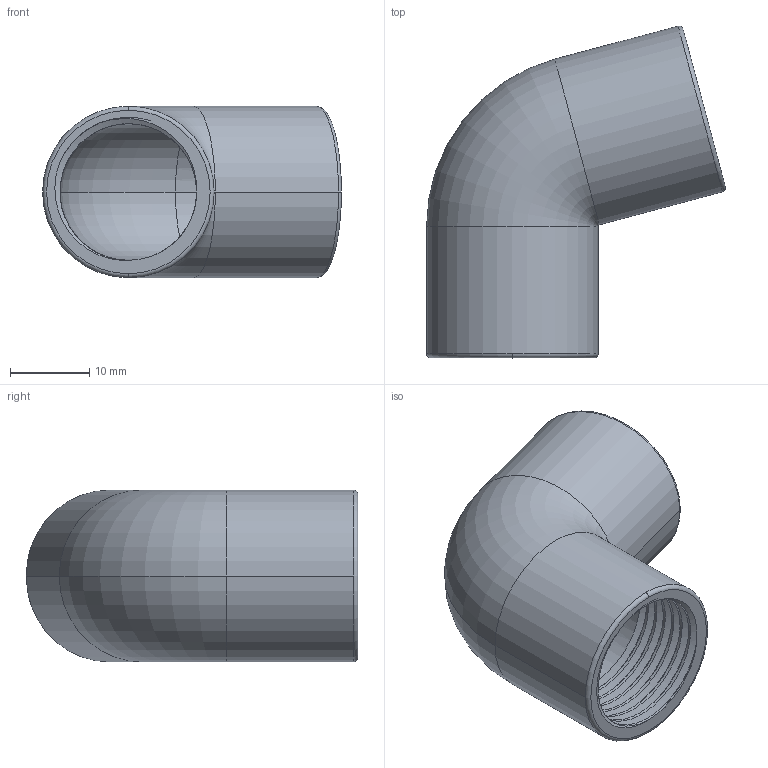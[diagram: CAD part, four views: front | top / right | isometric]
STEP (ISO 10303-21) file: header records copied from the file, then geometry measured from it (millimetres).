
FILE_DESCRIPTION (( 'STEP AP203' ), '1' );
FILE_NAME ('3D_R222-75_3-8_171543520.STEP', '2024-08-21T08:08:32', ( '' ), ( '' ), 'SwSTEP 2.0', 'SolidWorks 2024', '' );
FILE_SCHEMA (( 'CONFIG_CONTROL_DESIGN' ));
Length unit declared in the file: millimetre
Products named in the file (1): 3D_R222-75_3-8_171543520
Bounding box: 37.63 x 41.79 x 21.6 mm (x, y, z)
Volume: 5942 mm3; surface area: 6787.3 mm2
Topology: 1 solids, 1 shells, 52 faces, 141 edges, 91 vertices
Faces by surface type: cylinder 34, torus 8, bspline 6, plane 4
Entity records: 4271 total; most frequent: CARTESIAN_POINT 3093, ORIENTED_EDGE 282, DIRECTION 190, EDGE_CURVE 141, VERTEX_POINT 91, AXIS2_PLACEMENT_3D 77, EDGE_LOOP 54, ADVANCED_FACE 52
